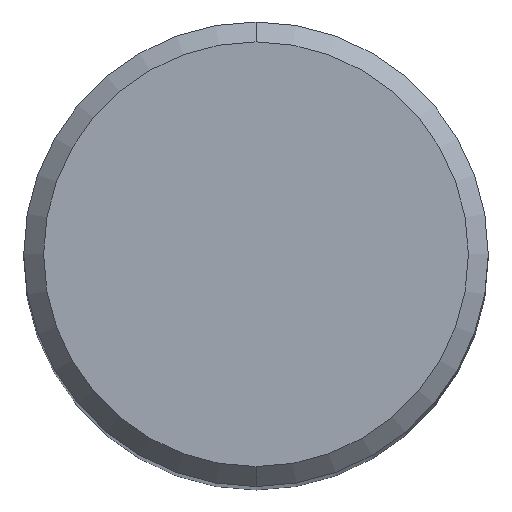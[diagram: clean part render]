
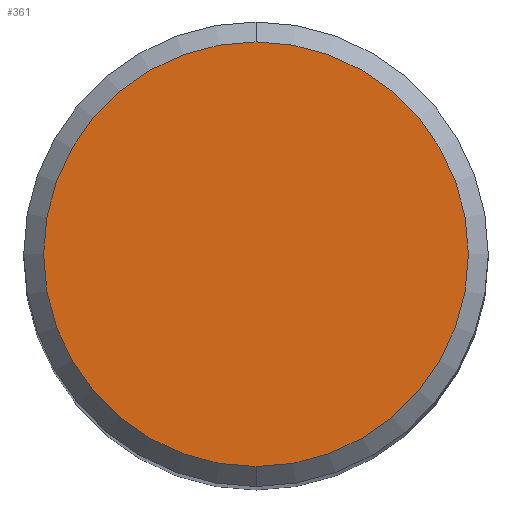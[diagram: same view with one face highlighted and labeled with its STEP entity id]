
A CAD part, top view. The second image highlights one B-rep face of the part: STEP entity #361.
In plain terms, the highlighted planar face has unit normal (0, 0, 1).
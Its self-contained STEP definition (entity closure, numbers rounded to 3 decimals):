
#281=VERTEX_POINT('',#598);
#301=EDGE_CURVE('',#463,#281,#623,.T.);
#361=ADVANCED_FACE('',(#691),#692,.T.);
#443=EDGE_CURVE('',#281,#463,#780,.T.);
#463=VERTEX_POINT('',#800);
#598=CARTESIAN_POINT('',(0.0,6.4,0.0));
#623=CIRCLE('',#1119,6.4);
#691=FACE_OUTER_BOUND('',#1289,.T.);
#692=PLANE('',#1290);
#780=CIRCLE('',#1452,6.4);
#800=CARTESIAN_POINT('',(0.,-6.4,0.0));
#1119=AXIS2_PLACEMENT_3D('',#1695,#1696,#1697);
#1289=EDGE_LOOP('',(#1777,#1778));
#1290=AXIS2_PLACEMENT_3D('',#1779,#1780,#1781);
#1452=AXIS2_PLACEMENT_3D('',#1853,#1854,#1855);
#1695=CARTESIAN_POINT('',(0.0,0.0,0.0));
#1696=DIRECTION('',(0.0,0.0,-1.0));
#1697=DIRECTION('',(0.0,1.0,0.0));
#1777=ORIENTED_EDGE('',*,*,#443,.F.);
#1778=ORIENTED_EDGE('',*,*,#301,.F.);
#1779=CARTESIAN_POINT('',(0.0,3.2,0.0));
#1780=DIRECTION('',(-0.0,0.0,1.0));
#1781=DIRECTION('',(0.0,-1.0,0.0));
#1853=CARTESIAN_POINT('',(0.0,0.0,0.0));
#1854=DIRECTION('',(0.0,0.0,-1.0));
#1855=DIRECTION('',(0.0,1.0,0.0));
